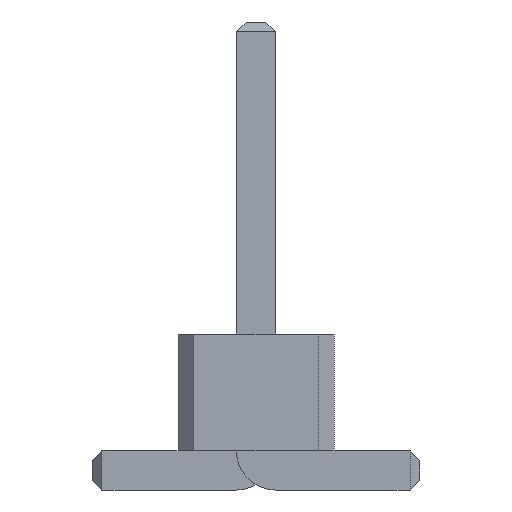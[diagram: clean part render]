
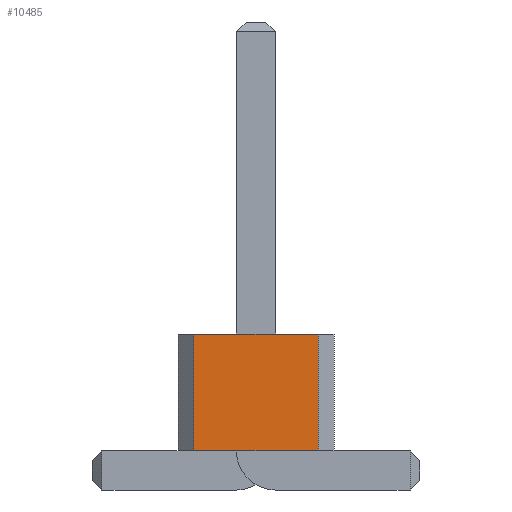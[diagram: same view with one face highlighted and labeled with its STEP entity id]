
A CAD part, front view. The second image highlights one B-rep face of the part: STEP entity #10485.
In plain terms, the highlighted planar face has unit normal (0, -1, 0).
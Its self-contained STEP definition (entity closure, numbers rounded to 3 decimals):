
#1918 = VERTEX_POINT('',#1919);
#1919 = CARTESIAN_POINT('',(0.8,-37.,0.5));
#1925 = EDGE_CURVE('',#1926,#1918,#1928,.T.);
#1926 = VERTEX_POINT('',#1927);
#1927 = CARTESIAN_POINT('',(-0.8,-37.,0.5));
#1928 = LINE('',#1929,#1930);
#1929 = CARTESIAN_POINT('',(-0.8,-37.,0.5));
#1930 = VECTOR('',#1931,1.);
#1931 = DIRECTION('',(1.,0.,0.));
#4559 = VERTEX_POINT('',#4560);
#4560 = CARTESIAN_POINT('',(0.8,-37.,2.));
#4566 = EDGE_CURVE('',#4567,#4559,#4569,.T.);
#4567 = VERTEX_POINT('',#4568);
#4568 = CARTESIAN_POINT('',(-0.8,-37.,2.));
#4569 = LINE('',#4570,#4571);
#4570 = CARTESIAN_POINT('',(-0.8,-37.,2.));
#4571 = VECTOR('',#4572,1.);
#4572 = DIRECTION('',(1.,0.,0.));
#10474 = EDGE_CURVE('',#1926,#4567,#10475,.T.);
#10475 = LINE('',#10476,#10477);
#10476 = CARTESIAN_POINT('',(-0.8,-37.,0.5));
#10477 = VECTOR('',#10478,1.);
#10478 = DIRECTION('',(0.,0.,1.));
#10485 = ADVANCED_FACE('',(#10486),#10497,.F.);
#10486 = FACE_BOUND('',#10487,.F.);
#10487 = EDGE_LOOP('',(#10488,#10489,#10490,#10496));
#10488 = ORIENTED_EDGE('',*,*,#10474,.T.);
#10489 = ORIENTED_EDGE('',*,*,#4566,.T.);
#10490 = ORIENTED_EDGE('',*,*,#10491,.F.);
#10491 = EDGE_CURVE('',#1918,#4559,#10492,.T.);
#10492 = LINE('',#10493,#10494);
#10493 = CARTESIAN_POINT('',(0.8,-37.,0.5));
#10494 = VECTOR('',#10495,1.);
#10495 = DIRECTION('',(0.,0.,1.));
#10496 = ORIENTED_EDGE('',*,*,#1925,.F.);
#10497 = PLANE('',#10498);
#10498 = AXIS2_PLACEMENT_3D('',#10499,#10500,#10501);
#10499 = CARTESIAN_POINT('',(-0.8,-37.,0.5));
#10500 = DIRECTION('',(0.,1.,0.));
#10501 = DIRECTION('',(1.,0.,0.));
